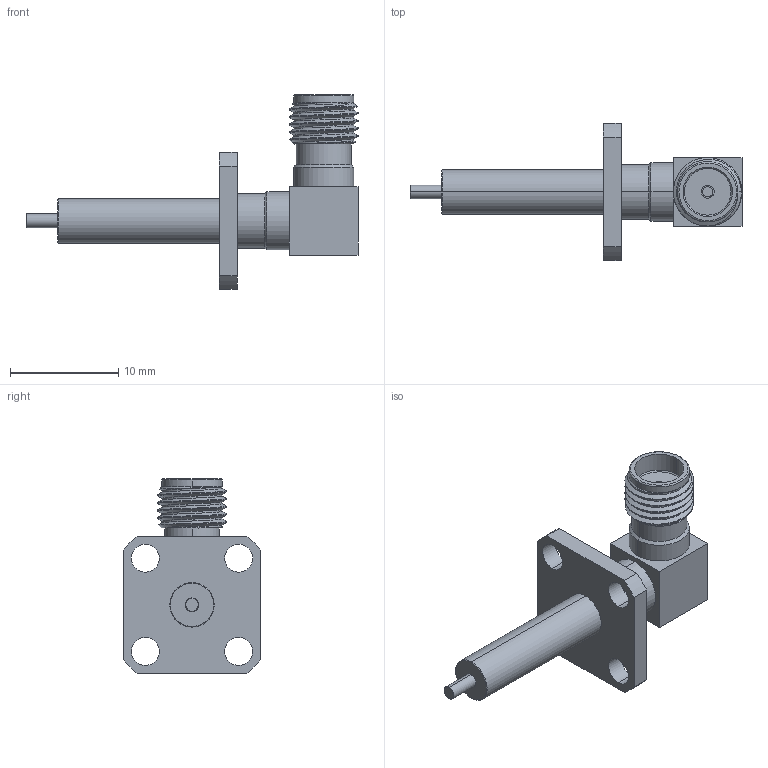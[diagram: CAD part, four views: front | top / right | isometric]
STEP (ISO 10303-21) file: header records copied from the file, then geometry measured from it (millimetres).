
FILE_DESCRIPTION (( 'STEP AP203' ), '1' );
FILE_NAME ('SC3782.step', '2019-09-10T14:02:17', ( '' ), ( '' ), 'SwSTEP 2.0', 'SolidWorks 2018', '' );
FILE_SCHEMA (( 'CONFIG_CONTROL_DESIGN' ));
Length unit declared in the file: inch
Products named in the file (1): SC3782
Bounding box: 30.73 x 12.7 x 18.03 mm (x, y, z)
Volume: 964.4 mm3; surface area: 1125.6 mm2
Topology: 1 solids, 1 shells, 82 faces, 191 edges, 120 vertices
Faces by surface type: cylinder 42, plane 19, cone 16, bspline 3, torus 2
Entity records: 3493 total; most frequent: CARTESIAN_POINT 1565, DIRECTION 389, ORIENTED_EDGE 382, EDGE_CURVE 191, AXIS2_PLACEMENT_3D 155, VERTEX_POINT 120, EDGE_LOOP 99, FACE_OUTER_BOUND 82
